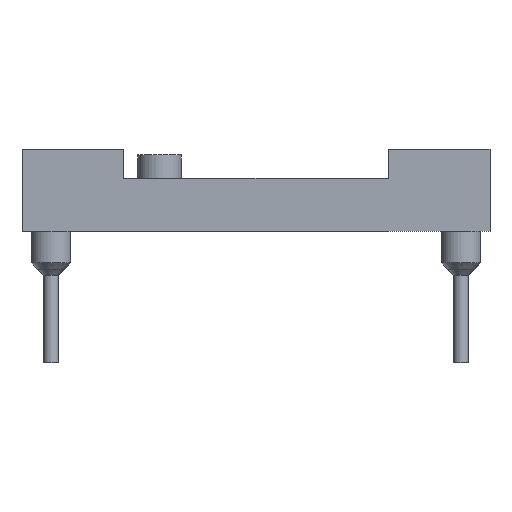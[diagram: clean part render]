
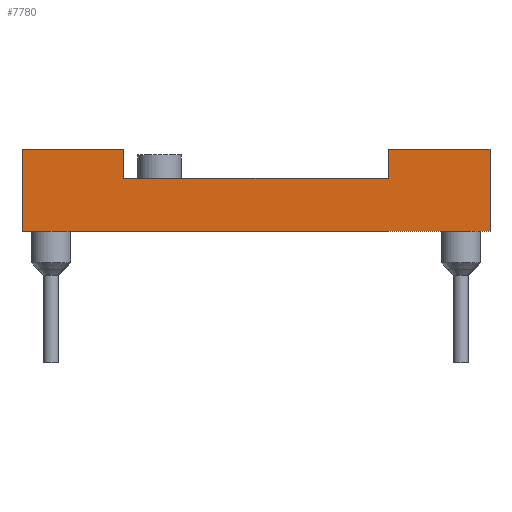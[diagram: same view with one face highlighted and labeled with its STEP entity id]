
A CAD part, front view. The second image highlights one B-rep face of the part: STEP entity #7780.
In plain terms, the highlighted planar face has unit normal (0, -1, 0).
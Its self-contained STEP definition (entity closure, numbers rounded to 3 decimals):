
#7201 = PLANE('',#7202);
#7202 = AXIS2_PLACEMENT_3D('',#7203,#7204,#7205);
#7203 = CARTESIAN_POINT('',(-6.25,-13.97,2.8));
#7204 = DIRECTION('',(0.,0.,1.));
#7205 = DIRECTION('',(1.,0.,-0.));
#7231 = EDGE_CURVE('',#7232,#7234,#7236,.T.);
#7232 = VERTEX_POINT('',#7233);
#7233 = CARTESIAN_POINT('',(4.51,-15.24,2.8));
#7234 = VERTEX_POINT('',#7235);
#7235 = CARTESIAN_POINT('',(7.99,-15.24,2.8));
#7236 = SURFACE_CURVE('',#7237,(#7241,#7248),.PCURVE_S1.);
#7237 = LINE('',#7238,#7239);
#7238 = CARTESIAN_POINT('',(4.51,-15.24,2.8));
#7239 = VECTOR('',#7240,1.);
#7240 = DIRECTION('',(1.,0.,0.));
#7241 = PCURVE('',#7201,#7242);
#7242 = DEFINITIONAL_REPRESENTATION('',(#7243),#7247);
#7243 = LINE('',#7244,#7245);
#7244 = CARTESIAN_POINT('',(10.76,-1.27));
#7245 = VECTOR('',#7246,1.);
#7246 = DIRECTION('',(1.,0.));
#7247 = ( GEOMETRIC_REPRESENTATION_CONTEXT(2) 
PARAMETRIC_REPRESENTATION_CONTEXT() REPRESENTATION_CONTEXT('2D SPACE',''
  ) );
#7248 = PCURVE('',#7249,#7254);
#7249 = PLANE('',#7250);
#7250 = AXIS2_PLACEMENT_3D('',#7251,#7252,#7253);
#7251 = CARTESIAN_POINT('',(4.51,-15.24,0.));
#7252 = DIRECTION('',(0.,1.,0.));
#7253 = DIRECTION('',(1.,0.,0.));
#7254 = DEFINITIONAL_REPRESENTATION('',(#7255),#7259);
#7255 = LINE('',#7256,#7257);
#7256 = CARTESIAN_POINT('',(0.,-2.8));
#7257 = VECTOR('',#7258,1.);
#7258 = DIRECTION('',(1.,0.));
#7259 = ( GEOMETRIC_REPRESENTATION_CONTEXT(2) 
PARAMETRIC_REPRESENTATION_CONTEXT() REPRESENTATION_CONTEXT('2D SPACE',''
  ) );
#7277 = PLANE('',#7278);
#7278 = AXIS2_PLACEMENT_3D('',#7279,#7280,#7281);
#7279 = CARTESIAN_POINT('',(7.99,-15.24,0.));
#7280 = DIRECTION('',(-1.,0.,0.));
#7281 = DIRECTION('',(0.,1.,0.));
#7331 = PLANE('',#7332);
#7332 = AXIS2_PLACEMENT_3D('',#7333,#7334,#7335);
#7333 = CARTESIAN_POINT('',(4.51,-12.7,0.));
#7334 = DIRECTION('',(1.,0.,-0.));
#7335 = DIRECTION('',(0.,-1.,0.));
#7780 = ADVANCED_FACE('',(#7781),#7249,.F.);
#7781 = FACE_BOUND('',#7782,.F.);
#7782 = EDGE_LOOP('',(#7783,#7813,#7841,#7869,#7897,#7925,#7946,#7947));
#7783 = ORIENTED_EDGE('',*,*,#7784,.F.);
#7784 = EDGE_CURVE('',#7785,#7787,#7789,.T.);
#7785 = VERTEX_POINT('',#7786);
#7786 = CARTESIAN_POINT('',(-7.99,-15.24,0.));
#7787 = VERTEX_POINT('',#7788);
#7788 = CARTESIAN_POINT('',(7.99,-15.24,0.));
#7789 = SURFACE_CURVE('',#7790,(#7794,#7801),.PCURVE_S1.);
#7790 = LINE('',#7791,#7792);
#7791 = CARTESIAN_POINT('',(-7.99,-15.24,0.));
#7792 = VECTOR('',#7793,1.);
#7793 = DIRECTION('',(1.,0.,0.));
#7794 = PCURVE('',#7249,#7795);
#7795 = DEFINITIONAL_REPRESENTATION('',(#7796),#7800);
#7796 = LINE('',#7797,#7798);
#7797 = CARTESIAN_POINT('',(-12.5,0.));
#7798 = VECTOR('',#7799,1.);
#7799 = DIRECTION('',(1.,0.));
#7800 = ( GEOMETRIC_REPRESENTATION_CONTEXT(2) 
PARAMETRIC_REPRESENTATION_CONTEXT() REPRESENTATION_CONTEXT('2D SPACE',''
  ) );
#7801 = PCURVE('',#7802,#7807);
#7802 = PLANE('',#7803);
#7803 = AXIS2_PLACEMENT_3D('',#7804,#7805,#7806);
#7804 = CARTESIAN_POINT('',(-6.25,-13.97,0.));
#7805 = DIRECTION('',(0.,0.,1.));
#7806 = DIRECTION('',(1.,0.,-0.));
#7807 = DEFINITIONAL_REPRESENTATION('',(#7808),#7812);
#7808 = LINE('',#7809,#7810);
#7809 = CARTESIAN_POINT('',(-1.74,-1.27));
#7810 = VECTOR('',#7811,1.);
#7811 = DIRECTION('',(1.,0.));
#7812 = ( GEOMETRIC_REPRESENTATION_CONTEXT(2) 
PARAMETRIC_REPRESENTATION_CONTEXT() REPRESENTATION_CONTEXT('2D SPACE',''
  ) );
#7813 = ORIENTED_EDGE('',*,*,#7814,.T.);
#7814 = EDGE_CURVE('',#7785,#7815,#7817,.T.);
#7815 = VERTEX_POINT('',#7816);
#7816 = CARTESIAN_POINT('',(-7.99,-15.24,2.8));
#7817 = SURFACE_CURVE('',#7818,(#7822,#7829),.PCURVE_S1.);
#7818 = LINE('',#7819,#7820);
#7819 = CARTESIAN_POINT('',(-7.99,-15.24,0.));
#7820 = VECTOR('',#7821,1.);
#7821 = DIRECTION('',(0.,0.,1.));
#7822 = PCURVE('',#7249,#7823);
#7823 = DEFINITIONAL_REPRESENTATION('',(#7824),#7828);
#7824 = LINE('',#7825,#7826);
#7825 = CARTESIAN_POINT('',(-12.5,0.));
#7826 = VECTOR('',#7827,1.);
#7827 = DIRECTION('',(0.,-1.));
#7828 = ( GEOMETRIC_REPRESENTATION_CONTEXT(2) 
PARAMETRIC_REPRESENTATION_CONTEXT() REPRESENTATION_CONTEXT('2D SPACE',''
  ) );
#7829 = PCURVE('',#7830,#7835);
#7830 = PLANE('',#7831);
#7831 = AXIS2_PLACEMENT_3D('',#7832,#7833,#7834);
#7832 = CARTESIAN_POINT('',(-7.99,-12.7,0.));
#7833 = DIRECTION('',(1.,0.,-0.));
#7834 = DIRECTION('',(0.,-1.,0.));
#7835 = DEFINITIONAL_REPRESENTATION('',(#7836),#7840);
#7836 = LINE('',#7837,#7838);
#7837 = CARTESIAN_POINT('',(2.54,0.));
#7838 = VECTOR('',#7839,1.);
#7839 = DIRECTION('',(0.,-1.));
#7840 = ( GEOMETRIC_REPRESENTATION_CONTEXT(2) 
PARAMETRIC_REPRESENTATION_CONTEXT() REPRESENTATION_CONTEXT('2D SPACE',''
  ) );
#7841 = ORIENTED_EDGE('',*,*,#7842,.T.);
#7842 = EDGE_CURVE('',#7815,#7843,#7845,.T.);
#7843 = VERTEX_POINT('',#7844);
#7844 = CARTESIAN_POINT('',(-4.51,-15.24,2.8));
#7845 = SURFACE_CURVE('',#7846,(#7850,#7857),.PCURVE_S1.);
#7846 = LINE('',#7847,#7848);
#7847 = CARTESIAN_POINT('',(-7.99,-15.24,2.8));
#7848 = VECTOR('',#7849,1.);
#7849 = DIRECTION('',(1.,0.,0.));
#7850 = PCURVE('',#7249,#7851);
#7851 = DEFINITIONAL_REPRESENTATION('',(#7852),#7856);
#7852 = LINE('',#7853,#7854);
#7853 = CARTESIAN_POINT('',(-12.5,-2.8));
#7854 = VECTOR('',#7855,1.);
#7855 = DIRECTION('',(1.,0.));
#7856 = ( GEOMETRIC_REPRESENTATION_CONTEXT(2) 
PARAMETRIC_REPRESENTATION_CONTEXT() REPRESENTATION_CONTEXT('2D SPACE',''
  ) );
#7857 = PCURVE('',#7858,#7863);
#7858 = PLANE('',#7859);
#7859 = AXIS2_PLACEMENT_3D('',#7860,#7861,#7862);
#7860 = CARTESIAN_POINT('',(-6.25,-13.97,2.8));
#7861 = DIRECTION('',(0.,0.,1.));
#7862 = DIRECTION('',(1.,0.,-0.));
#7863 = DEFINITIONAL_REPRESENTATION('',(#7864),#7868);
#7864 = LINE('',#7865,#7866);
#7865 = CARTESIAN_POINT('',(-1.74,-1.27));
#7866 = VECTOR('',#7867,1.);
#7867 = DIRECTION('',(1.,0.));
#7868 = ( GEOMETRIC_REPRESENTATION_CONTEXT(2) 
PARAMETRIC_REPRESENTATION_CONTEXT() REPRESENTATION_CONTEXT('2D SPACE',''
  ) );
#7869 = ORIENTED_EDGE('',*,*,#7870,.F.);
#7870 = EDGE_CURVE('',#7871,#7843,#7873,.T.);
#7871 = VERTEX_POINT('',#7872);
#7872 = CARTESIAN_POINT('',(-4.51,-15.24,1.8));
#7873 = SURFACE_CURVE('',#7874,(#7878,#7885),.PCURVE_S1.);
#7874 = LINE('',#7875,#7876);
#7875 = CARTESIAN_POINT('',(-4.51,-15.24,0.));
#7876 = VECTOR('',#7877,1.);
#7877 = DIRECTION('',(0.,0.,1.));
#7878 = PCURVE('',#7249,#7879);
#7879 = DEFINITIONAL_REPRESENTATION('',(#7880),#7884);
#7880 = LINE('',#7881,#7882);
#7881 = CARTESIAN_POINT('',(-9.02,0.));
#7882 = VECTOR('',#7883,1.);
#7883 = DIRECTION('',(0.,-1.));
#7884 = ( GEOMETRIC_REPRESENTATION_CONTEXT(2) 
PARAMETRIC_REPRESENTATION_CONTEXT() REPRESENTATION_CONTEXT('2D SPACE',''
  ) );
#7885 = PCURVE('',#7886,#7891);
#7886 = PLANE('',#7887);
#7887 = AXIS2_PLACEMENT_3D('',#7888,#7889,#7890);
#7888 = CARTESIAN_POINT('',(-4.51,-15.24,0.));
#7889 = DIRECTION('',(-1.,0.,0.));
#7890 = DIRECTION('',(0.,1.,0.));
#7891 = DEFINITIONAL_REPRESENTATION('',(#7892),#7896);
#7892 = LINE('',#7893,#7894);
#7893 = CARTESIAN_POINT('',(0.,0.));
#7894 = VECTOR('',#7895,1.);
#7895 = DIRECTION('',(0.,-1.));
#7896 = ( GEOMETRIC_REPRESENTATION_CONTEXT(2) 
PARAMETRIC_REPRESENTATION_CONTEXT() REPRESENTATION_CONTEXT('2D SPACE',''
  ) );
#7897 = ORIENTED_EDGE('',*,*,#7898,.F.);
#7898 = EDGE_CURVE('',#7899,#7871,#7901,.T.);
#7899 = VERTEX_POINT('',#7900);
#7900 = CARTESIAN_POINT('',(4.51,-15.24,1.8));
#7901 = SURFACE_CURVE('',#7902,(#7906,#7913),.PCURVE_S1.);
#7902 = LINE('',#7903,#7904);
#7903 = CARTESIAN_POINT('',(5.5,-15.24,1.8));
#7904 = VECTOR('',#7905,1.);
#7905 = DIRECTION('',(-1.,-0.,0.));
#7906 = PCURVE('',#7249,#7907);
#7907 = DEFINITIONAL_REPRESENTATION('',(#7908),#7912);
#7908 = LINE('',#7909,#7910);
#7909 = CARTESIAN_POINT('',(0.99,-1.8));
#7910 = VECTOR('',#7911,1.);
#7911 = DIRECTION('',(-1.,-0.));
#7912 = ( GEOMETRIC_REPRESENTATION_CONTEXT(2) 
PARAMETRIC_REPRESENTATION_CONTEXT() REPRESENTATION_CONTEXT('2D SPACE',''
  ) );
#7913 = PCURVE('',#7914,#7919);
#7914 = PLANE('',#7915);
#7915 = AXIS2_PLACEMENT_3D('',#7916,#7917,#7918);
#7916 = CARTESIAN_POINT('',(0.,13.84,1.8));
#7917 = DIRECTION('',(-0.,-0.,-1.));
#7918 = DIRECTION('',(-1.,0.,0.));
#7919 = DEFINITIONAL_REPRESENTATION('',(#7920),#7924);
#7920 = LINE('',#7921,#7922);
#7921 = CARTESIAN_POINT('',(-5.5,-29.08));
#7922 = VECTOR('',#7923,1.);
#7923 = DIRECTION('',(1.,0.));
#7924 = ( GEOMETRIC_REPRESENTATION_CONTEXT(2) 
PARAMETRIC_REPRESENTATION_CONTEXT() REPRESENTATION_CONTEXT('2D SPACE',''
  ) );
#7925 = ORIENTED_EDGE('',*,*,#7926,.T.);
#7926 = EDGE_CURVE('',#7899,#7232,#7927,.T.);
#7927 = SURFACE_CURVE('',#7928,(#7932,#7939),.PCURVE_S1.);
#7928 = LINE('',#7929,#7930);
#7929 = CARTESIAN_POINT('',(4.51,-15.24,0.));
#7930 = VECTOR('',#7931,1.);
#7931 = DIRECTION('',(0.,0.,1.));
#7932 = PCURVE('',#7249,#7933);
#7933 = DEFINITIONAL_REPRESENTATION('',(#7934),#7938);
#7934 = LINE('',#7935,#7936);
#7935 = CARTESIAN_POINT('',(0.,0.));
#7936 = VECTOR('',#7937,1.);
#7937 = DIRECTION('',(0.,-1.));
#7938 = ( GEOMETRIC_REPRESENTATION_CONTEXT(2) 
PARAMETRIC_REPRESENTATION_CONTEXT() REPRESENTATION_CONTEXT('2D SPACE',''
  ) );
#7939 = PCURVE('',#7331,#7940);
#7940 = DEFINITIONAL_REPRESENTATION('',(#7941),#7945);
#7941 = LINE('',#7942,#7943);
#7942 = CARTESIAN_POINT('',(2.54,0.));
#7943 = VECTOR('',#7944,1.);
#7944 = DIRECTION('',(0.,-1.));
#7945 = ( GEOMETRIC_REPRESENTATION_CONTEXT(2) 
PARAMETRIC_REPRESENTATION_CONTEXT() REPRESENTATION_CONTEXT('2D SPACE',''
  ) );
#7946 = ORIENTED_EDGE('',*,*,#7231,.T.);
#7947 = ORIENTED_EDGE('',*,*,#7948,.F.);
#7948 = EDGE_CURVE('',#7787,#7234,#7949,.T.);
#7949 = SURFACE_CURVE('',#7950,(#7954,#7961),.PCURVE_S1.);
#7950 = LINE('',#7951,#7952);
#7951 = CARTESIAN_POINT('',(7.99,-15.24,0.));
#7952 = VECTOR('',#7953,1.);
#7953 = DIRECTION('',(0.,0.,1.));
#7954 = PCURVE('',#7249,#7955);
#7955 = DEFINITIONAL_REPRESENTATION('',(#7956),#7960);
#7956 = LINE('',#7957,#7958);
#7957 = CARTESIAN_POINT('',(3.48,0.));
#7958 = VECTOR('',#7959,1.);
#7959 = DIRECTION('',(0.,-1.));
#7960 = ( GEOMETRIC_REPRESENTATION_CONTEXT(2) 
PARAMETRIC_REPRESENTATION_CONTEXT() REPRESENTATION_CONTEXT('2D SPACE',''
  ) );
#7961 = PCURVE('',#7277,#7962);
#7962 = DEFINITIONAL_REPRESENTATION('',(#7963),#7967);
#7963 = LINE('',#7964,#7965);
#7964 = CARTESIAN_POINT('',(0.,0.));
#7965 = VECTOR('',#7966,1.);
#7966 = DIRECTION('',(0.,-1.));
#7967 = ( GEOMETRIC_REPRESENTATION_CONTEXT(2) 
PARAMETRIC_REPRESENTATION_CONTEXT() REPRESENTATION_CONTEXT('2D SPACE',''
  ) );
